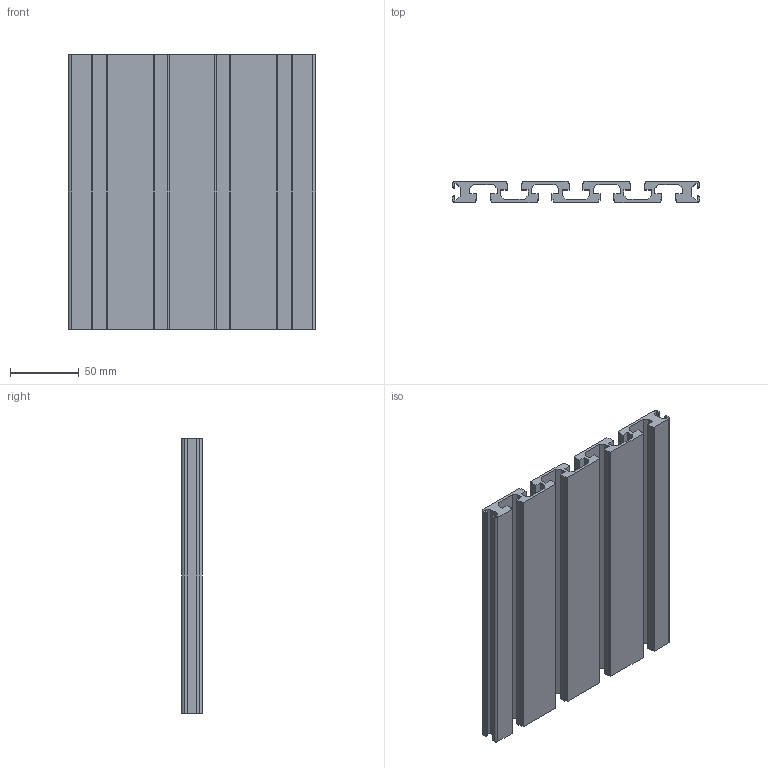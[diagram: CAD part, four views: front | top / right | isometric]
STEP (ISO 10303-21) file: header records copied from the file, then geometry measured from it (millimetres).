
FILE_DESCRIPTION (( 'STEP AP203' ), '1' );
FILE_NAME ('AL-PS-225180 Àëþìèíèåâûé êîíñòðóêöèîííûé ïðîôèëü ñå÷åíèåì 22,5õ180 áåç ïîêðûòèÿ.STEP', '2023-12-04T12:11:04', ( '' ), ( '' ), 'SwSTEP 2.0', 'SolidWorks 2021', '' );
FILE_SCHEMA (( 'CONFIG_CONTROL_DESIGN' ));
Length unit declared in the file: millimetre
Products named in the file (1): AL-PS-225180 Àëþìèíèåâûé êîíñòðóêöèîííûé ïðîôèëü ñå÷åíèåì 22,5õ180 áåç ïîêðûòèÿ
Bounding box: 180 x 15 x 200 mm (x, y, z)
Volume: 245550.3 mm3; surface area: 147861.2 mm2
Topology: 1 solids, 1 shells, 136 faces, 402 edges, 268 vertices
Faces by surface type: plane 132, cylinder 4
Entity records: 4531 total; most frequent: CARTESIAN_POINT 807, ORIENTED_EDGE 804, DIRECTION 684, EDGE_CURVE 402, VECTOR 394, LINE 394, VERTEX_POINT 268, AXIS2_PLACEMENT_3D 145
